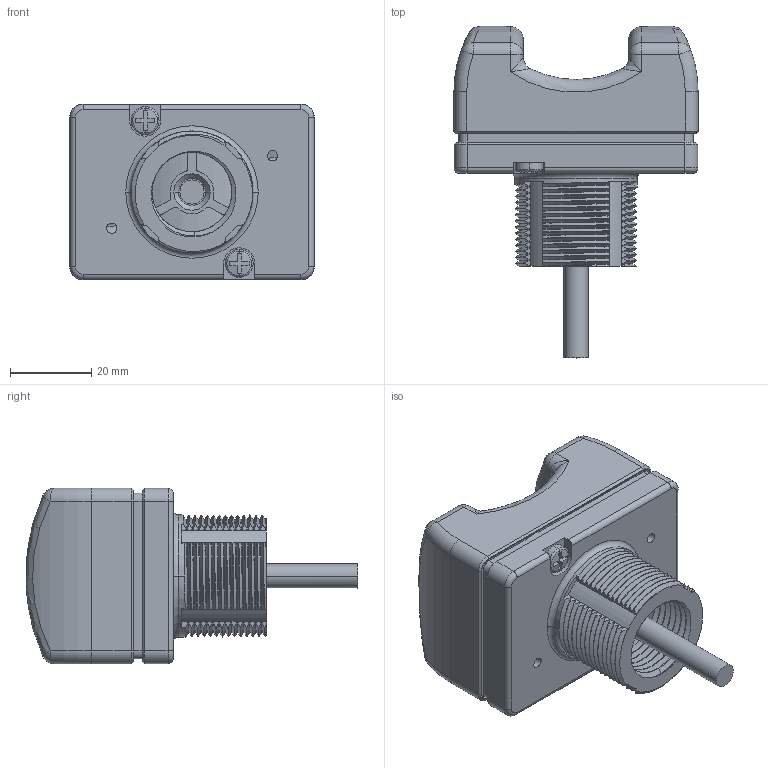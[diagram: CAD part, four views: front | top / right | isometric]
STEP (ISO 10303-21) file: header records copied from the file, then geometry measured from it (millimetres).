
FILE_DESCRIPTION((''),'2;1');
FILE_NAME('155339_SW','2011-02-01T',('banengservice'),('BANNER ENGINEERING'),'PRO/ENGINEER BY PARAMETRIC TECHNOLOGY CORPORATION, 2009141','PRO/ENGINEER BY PARAMETRIC TECHNOLOGY CORPORATION, 2009141','');
FILE_SCHEMA(('CONFIG_CONTROL_DESIGN'));
Products named in the file (1): 155339_SW
Bounding box: 59.99 x 81.55 x 43.18 mm (x, y, z)
Volume: 44038.2 mm3; surface area: 29890.5 mm2
Topology: 1 solids, 1 shells, 869 faces, 2328 edges, 1457 vertices
Faces by surface type: cylinder 343, bspline 225, plane 163, sphere 60, torus 52, cone 26
Entity records: 45623 total; most frequent: CARTESIAN_POINT 25760, ORIENTED_EDGE 4624, DIRECTION 3434, EDGE_CURVE 2312, VERTEX_POINT 1457, AXIS2_PLACEMENT_3D 1274, EDGE_LOOP 903, VECTOR 886
